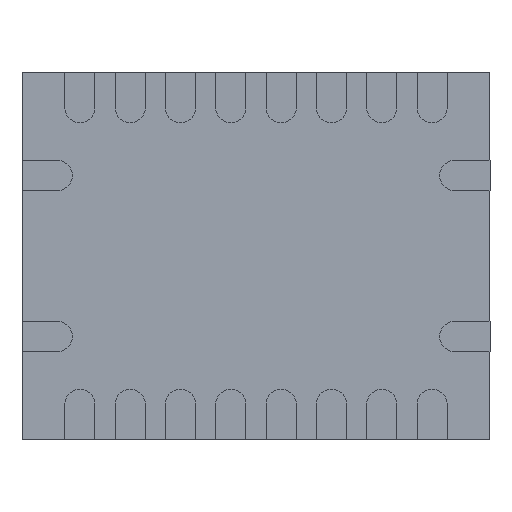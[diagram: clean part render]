
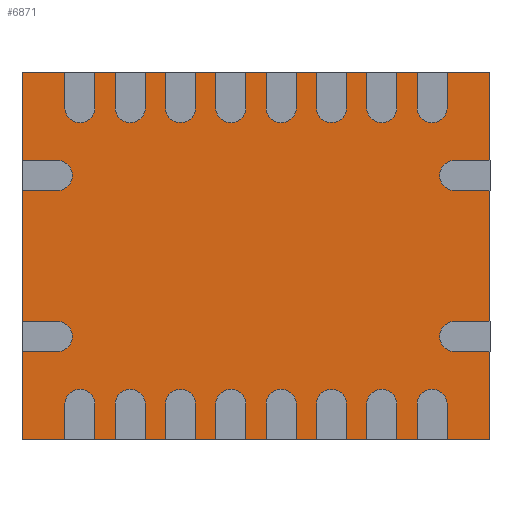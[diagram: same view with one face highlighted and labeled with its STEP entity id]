
A CAD part, front view. The second image highlights one B-rep face of the part: STEP entity #6871.
In plain terms, the highlighted planar face has unit normal (0, -1, 0).
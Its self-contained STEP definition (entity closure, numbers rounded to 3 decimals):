
#53 = LINE ( 'NONE', #201, #9330 ) ;
#201 = CARTESIAN_POINT ( 'NONE',  ( 2.325, 0., -1.825 ) ) ;
#202 = CARTESIAN_POINT ( 'NONE',  ( -2.325, 0., -1.825 ) ) ;
#203 = DIRECTION ( 'NONE',  ( -1., 0., 0. ) ) ;
#338 = CARTESIAN_POINT ( 'NONE',  ( 2.325, 0., -1.825 ) ) ;
#358 = DIRECTION ( 'NONE',  ( 1., 0., 0. ) ) ;
#389 = DIRECTION ( 'NONE',  ( 0., 0., 1. ) ) ;
#568 = LINE ( 'NONE', #202, #9762 ) ;
#583 = CARTESIAN_POINT ( 'NONE',  ( 2.325, 0., 1.825 ) ) ;
#603 = DIRECTION ( 'NONE',  ( 0., 0., -1. ) ) ;
#969 = LINE ( 'NONE', #338, #9748 ) ;
#989 = CARTESIAN_POINT ( 'NONE',  ( 2.325, 0., 1.825 ) ) ;
#1000 = LINE ( 'NONE', #583, #9755 ) ;
#1018 = CARTESIAN_POINT ( 'NONE',  ( 2.325, 0., -1.825 ) ) ;
#1082 = ORIENTED_EDGE ( 'NONE', *, *, #6988, .F. ) ;
#1594 = ORIENTED_EDGE ( 'NONE', *, *, #6933, .F. ) ;
#1604 = ORIENTED_EDGE ( 'NONE', *, *, #6936, .F. ) ;
#1753 = CARTESIAN_POINT ( 'NONE',  ( -2.325, 0., 1.825 ) ) ;
#1874 = CARTESIAN_POINT ( 'NONE',  ( -2.325, 0., -1.825 ) ) ;
#2425 = EDGE_LOOP ( 'NONE', ( #2578, #1082, #1604, #1594 ) ) ;
#2578 = ORIENTED_EDGE ( 'NONE', *, *, #6945, .F. ) ;
#2663 = VERTEX_POINT ( 'NONE', #989 ) ;
#2847 = VERTEX_POINT ( 'NONE', #1018 ) ;
#2857 = VERTEX_POINT ( 'NONE', #1874 ) ;
#2889 = VERTEX_POINT ( 'NONE', #1753 ) ;
#4061 = CARTESIAN_POINT ( 'NONE',  ( -2.325, 0., 1.825 ) ) ;
#4276 = DIRECTION ( 'NONE',  ( 0., -1., 0. ) ) ;
#4351 = FACE_OUTER_BOUND ( 'NONE', #2425, .T. ) ;
#4400 = PLANE ( 'NONE',  #5478 ) ;
#4404 = DIRECTION ( 'NONE',  ( 0., 0., -1. ) ) ;
#5478 = AXIS2_PLACEMENT_3D ( 'NONE', #4061, #4276, #4404 ) ;
#6871 = ADVANCED_FACE ( 'NONE', ( #4351 ), #4400, .T. ) ;
#6933 = EDGE_CURVE ( 'NONE', #2889, #2663, #1000, .T. ) ;
#6936 = EDGE_CURVE ( 'NONE', #2663, #2847, #53, .T. ) ;
#6945 = EDGE_CURVE ( 'NONE', #2857, #2889, #568, .T. ) ;
#6988 = EDGE_CURVE ( 'NONE', #2847, #2857, #969, .T. ) ;
#9330 = VECTOR ( 'NONE', #603, 1000. ) ;
#9748 = VECTOR ( 'NONE', #203, 1000. ) ;
#9755 = VECTOR ( 'NONE', #358, 1000. ) ;
#9762 = VECTOR ( 'NONE', #389, 1000. ) ;
